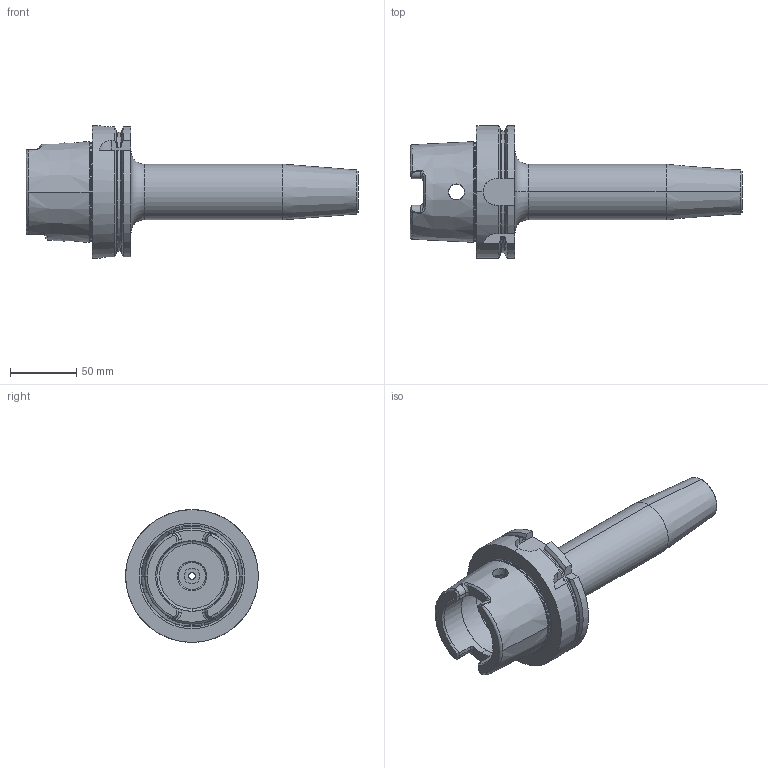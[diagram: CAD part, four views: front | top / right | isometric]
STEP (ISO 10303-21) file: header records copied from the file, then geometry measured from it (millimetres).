
FILE_DESCRIPTION (( 'STEP AP214' ), '1' );
FILE_NAME ('95.05.071.310.STEP', '2019-07-17T09:09:59', ( '' ), ( '' ), 'SwSTEP 2.0', 'SolidWorks 2014', '' );
FILE_SCHEMA (( 'AUTOMOTIVE_DESIGN' ));
Length unit declared in the file: millimetre
Products named in the file (1): 95.05.071.310
Bounding box: 250 x 100 x 100 mm (x, y, z)
Volume: 449059.5 mm3; surface area: 80320.8 mm2
Topology: 2 solids, 2 shells, 245 faces, 598 edges, 361 vertices
Faces by surface type: plane 84, cylinder 63, cone 49, torus 33, bspline 16
Entity records: 11441 total; most frequent: CARTESIAN_POINT 3107, ORIENTED_EDGE 1192, DIRECTION 1147, EDGE_CURVE 596, AXIS2_PLACEMENT_3D 455, VERTEX_POINT 361, EDGE_LOOP 259, UNCERTAINTY_MEASURE_WITH_UNIT 249
